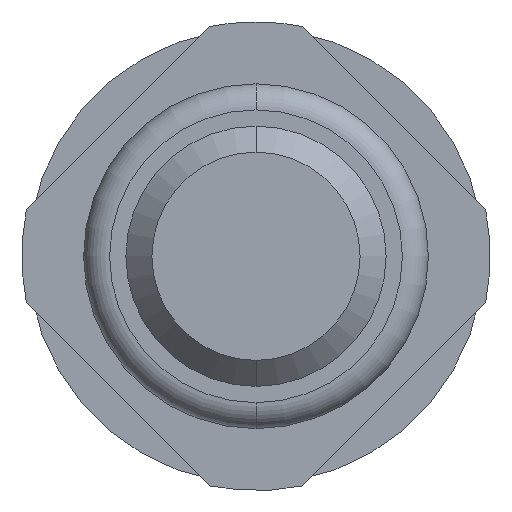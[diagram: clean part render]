
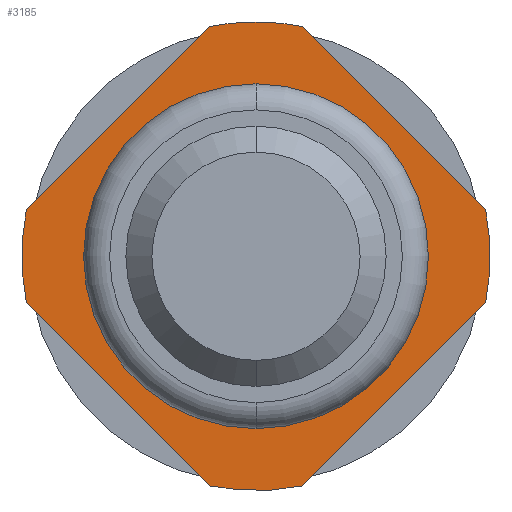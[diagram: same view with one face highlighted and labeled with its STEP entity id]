
A CAD part, front view. The second image highlights one B-rep face of the part: STEP entity #3185.
In plain terms, the highlighted planar face has unit normal (0, -1, 0).
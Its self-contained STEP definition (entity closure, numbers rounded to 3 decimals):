
#6 = DIRECTION ( 'NONE',  ( 0., 0., 1. ) ) ;
#18 = ORIENTED_EDGE ( 'NONE', *, *, #3224, .F. ) ;
#143 = CARTESIAN_POINT ( 'NONE',  ( 0., -2., 0. ) ) ;
#150 = LINE ( 'NONE', #2866, #2801 ) ;
#163 = ORIENTED_EDGE ( 'NONE', *, *, #1090, .F. ) ;
#191 = CARTESIAN_POINT ( 'NONE',  ( 0., -2., 1.8 ) ) ;
#297 = DIRECTION ( 'NONE',  ( 0., 1., 0. ) ) ;
#299 = ORIENTED_EDGE ( 'NONE', *, *, #3717, .F. ) ;
#313 = DIRECTION ( 'NONE',  ( 0., 1., 0. ) ) ;
#406 = AXIS2_PLACEMENT_3D ( 'NONE', #1754, #1474, #612 ) ;
#432 = CARTESIAN_POINT ( 'NONE',  ( -1.764, -2., -0.357 ) ) ;
#433 = CARTESIAN_POINT ( 'NONE',  ( 0., -2., 0. ) ) ;
#474 = EDGE_CURVE ( 'Defeature ausgef�hrt2_0+Defeature ausgef�hrt2_12+Defeature ausgef�hrt2_12+Defeature ausgef�hrt2_12', #3062, #1818, #3455, .T. ) ;
#506 = FACE_BOUND ( 'NONE', #3688, .T. ) ;
#524 = ORIENTED_EDGE ( 'NONE', *, *, #3214, .T. ) ;
#549 = CARTESIAN_POINT ( 'NONE',  ( 0., -2., -1.325 ) ) ;
#583 = DIRECTION ( 'NONE',  ( 0., 0., 1. ) ) ;
#612 = DIRECTION ( 'NONE',  ( 0., 0., 1. ) ) ;
#686 = CARTESIAN_POINT ( 'NONE',  ( 0.357, -2., 1.764 ) ) ;
#761 = AXIS2_PLACEMENT_3D ( 'NONE', #1806, #313, #3255 ) ;
#766 = DIRECTION ( 'NONE',  ( 0., 0., 1. ) ) ;
#835 = CARTESIAN_POINT ( 'NONE',  ( -0.357, -2., -1.764 ) ) ;
#842 = VERTEX_POINT ( 'NONE', #3116 ) ;
#857 = LINE ( 'NONE', #1886, #1680 ) ;
#873 = DIRECTION ( 'NONE',  ( 0., 1., 0. ) ) ;
#905 = CIRCLE ( 'NONE', #1099, 1.325 ) ;
#949 = VERTEX_POINT ( 'NONE', #432 ) ;
#989 = LINE ( 'NONE', #1219, #1859 ) ;
#1027 = CIRCLE ( 'NONE', #2567, 1.8 ) ;
#1076 = CIRCLE ( 'NONE', #406, 1.8 ) ;
#1090 = EDGE_CURVE ( 'Defeature ausgef�hrt2_17+Defeature ausgef�hrt2_0+Defeature ausgef�hrt2_3+Defeature ausgef�hrt2_2', #3325, #2195, #989, .T. ) ;
#1099 = AXIS2_PLACEMENT_3D ( 'NONE', #1157, #873, #6 ) ;
#1144 = PLANE ( 'NONE',  #2103 ) ;
#1157 = CARTESIAN_POINT ( 'NONE',  ( 0., -2., 0. ) ) ;
#1165 = CARTESIAN_POINT ( 'NONE',  ( -0.357, -2., 1.764 ) ) ;
#1219 = CARTESIAN_POINT ( 'NONE',  ( -0.161, -2., 1.961 ) ) ;
#1244 = EDGE_LOOP ( 'NONE', ( #2117, #1612, #18, #163, #1277, #2465, #1970, #3269, #299 ) ) ;
#1262 = DIRECTION ( 'NONE',  ( 0.707, 0., 0.707 ) ) ;
#1265 = CARTESIAN_POINT ( 'NONE',  ( 1.764, -2., -0.357 ) ) ;
#1277 = ORIENTED_EDGE ( 'NONE', *, *, #1863, .F. ) ;
#1358 = CIRCLE ( 'NONE', #1490, 1.8 ) ;
#1372 = VERTEX_POINT ( 'NONE', #686 ) ;
#1402 = EDGE_CURVE ( 'Defeature ausgef�hrt2_4+Defeature ausgef�hrt2_0+Defeature ausgef�hrt2_15+Defeature ausgef�hrt2_16', #3650, #1621, #1027, .T. ) ;
#1474 = DIRECTION ( 'NONE',  ( 0., 1., 0. ) ) ;
#1490 = AXIS2_PLACEMENT_3D ( 'NONE', #2318, #297, #583 ) ;
#1612 = ORIENTED_EDGE ( 'NONE', *, *, #1790, .F. ) ;
#1621 = VERTEX_POINT ( 'NONE', #835 ) ;
#1638 = DIRECTION ( 'NONE',  ( 0., 1., 0. ) ) ;
#1644 = EDGE_CURVE ( 'Defeature ausgef�hrt2_16+Defeature ausgef�hrt2_0+Defeature ausgef�hrt2_4+Defeature ausgef�hrt2_3', #1621, #949, #150, .T. ) ;
#1656 = CARTESIAN_POINT ( 'NONE',  ( 0., -2., 0. ) ) ;
#1680 = VECTOR ( 'NONE', #1857, 1000. ) ;
#1754 = CARTESIAN_POINT ( 'NONE',  ( 0., -2., 0. ) ) ;
#1790 = EDGE_CURVE ( 'Defeature ausgef�hrt2_2+Defeature ausgef�hrt2_0+Defeature ausgef�hrt2_17+Defeature ausgef�hrt2_18', #2011, #1372, #2132, .T. ) ;
#1806 = CARTESIAN_POINT ( 'NONE',  ( 0., -2., 0. ) ) ;
#1818 = VERTEX_POINT ( 'NONE', #2615 ) ;
#1857 = DIRECTION ( 'NONE',  ( 0.707, 0., -0.707 ) ) ;
#1859 = VECTOR ( 'NONE', #1262, 1000. ) ;
#1863 = EDGE_CURVE ( 'Defeature ausgef�hrt2_3+Defeature ausgef�hrt2_0+Defeature ausgef�hrt2_16+Defeature ausgef�hrt2_17', #949, #3325, #1949, .T. ) ;
#1881 = EDGE_CURVE ( 'Defeature ausgef�hrt2_18+Defeature ausgef�hrt2_0+Defeature ausgef�hrt2_2+Defeature ausgef�hrt2_1', #1372, #842, #857, .T. ) ;
#1886 = CARTESIAN_POINT ( 'NONE',  ( 1.961, -2., 0.161 ) ) ;
#1949 = CIRCLE ( 'NONE', #2118, 1.8 ) ;
#1970 = ORIENTED_EDGE ( 'NONE', *, *, #1402, .F. ) ;
#2000 = DIRECTION ( 'NONE',  ( -0.707, 0., 0.707 ) ) ;
#2011 = VERTEX_POINT ( 'NONE', #191 ) ;
#2077 = DIRECTION ( 'NONE',  ( -0.707, 0., -0.707 ) ) ;
#2103 = AXIS2_PLACEMENT_3D ( 'NONE', #3475, #2324, #2625 ) ;
#2117 = ORIENTED_EDGE ( 'NONE', *, *, #1881, .F. ) ;
#2118 = AXIS2_PLACEMENT_3D ( 'NONE', #433, #2428, #2739 ) ;
#2132 = CIRCLE ( 'NONE', #761, 1.8 ) ;
#2195 = VERTEX_POINT ( 'NONE', #1165 ) ;
#2277 = LINE ( 'NONE', #2398, #2942 ) ;
#2318 = CARTESIAN_POINT ( 'NONE',  ( 0., -2., 0. ) ) ;
#2324 = DIRECTION ( 'NONE',  ( 0., 1., 0. ) ) ;
#2328 = VERTEX_POINT ( 'NONE', #1265 ) ;
#2398 = CARTESIAN_POINT ( 'NONE',  ( 1.961, -2., -0.161 ) ) ;
#2428 = DIRECTION ( 'NONE',  ( 0., 1., 0. ) ) ;
#2430 = DIRECTION ( 'NONE',  ( 0., 1., 0. ) ) ;
#2465 = ORIENTED_EDGE ( 'NONE', *, *, #1644, .F. ) ;
#2567 = AXIS2_PLACEMENT_3D ( 'NONE', #143, #2430, #3018 ) ;
#2615 = CARTESIAN_POINT ( 'NONE',  ( 0., -2., 1.325 ) ) ;
#2625 = DIRECTION ( 'NONE',  ( 0., 0., 1. ) ) ;
#2739 = DIRECTION ( 'NONE',  ( 0., 0., 1. ) ) ;
#2801 = VECTOR ( 'NONE', #2000, 1000. ) ;
#2866 = CARTESIAN_POINT ( 'NONE',  ( -0.161, -2., -1.961 ) ) ;
#2942 = VECTOR ( 'NONE', #2077, 1000. ) ;
#2968 = CARTESIAN_POINT ( 'NONE',  ( -1.764, -2., 0.357 ) ) ;
#3018 = DIRECTION ( 'NONE',  ( 0., 0., 1. ) ) ;
#3044 = ORIENTED_EDGE ( 'NONE', *, *, #474, .T. ) ;
#3062 = VERTEX_POINT ( 'NONE', #549 ) ;
#3116 = CARTESIAN_POINT ( 'NONE',  ( 1.764, -2., 0.357 ) ) ;
#3185 = ADVANCED_FACE ( 'Defeature ausgef�hrt2_0', ( #506, #3713 ), #1144, .F. ) ;
#3214 = EDGE_CURVE ( 'Defeature ausgef�hrt2_0+Defeature ausgef�hrt2_12+Defeature ausgef�hrt2_12+Defeature ausgef�hrt2_12', #1818, #3062, #905, .T. ) ;
#3224 = EDGE_CURVE ( 'Defeature ausgef�hrt2_2+Defeature ausgef�hrt2_0+Defeature ausgef�hrt2_17+Defeature ausgef�hrt2_18', #2195, #2011, #1076, .T. ) ;
#3255 = DIRECTION ( 'NONE',  ( 0., 0., 1. ) ) ;
#3269 = ORIENTED_EDGE ( 'NONE', *, *, #3343, .F. ) ;
#3325 = VERTEX_POINT ( 'NONE', #2968 ) ;
#3329 = AXIS2_PLACEMENT_3D ( 'NONE', #1656, #1638, #766 ) ;
#3343 = EDGE_CURVE ( 'Defeature ausgef�hrt2_15+Defeature ausgef�hrt2_0+Defeature ausgef�hrt2_1+Defeature ausgef�hrt2_4', #2328, #3650, #2277, .T. ) ;
#3435 = CARTESIAN_POINT ( 'NONE',  ( 0.357, -2., -1.764 ) ) ;
#3455 = CIRCLE ( 'NONE', #3329, 1.325 ) ;
#3475 = CARTESIAN_POINT ( 'NONE',  ( 1.8, -2., 0. ) ) ;
#3650 = VERTEX_POINT ( 'NONE', #3435 ) ;
#3688 = EDGE_LOOP ( 'NONE', ( #524, #3044 ) ) ;
#3713 = FACE_OUTER_BOUND ( 'NONE', #1244, .T. ) ;
#3717 = EDGE_CURVE ( 'Defeature ausgef�hrt2_1+Defeature ausgef�hrt2_0+Defeature ausgef�hrt2_18+Defeature ausgef�hrt2_15', #842, #2328, #1358, .T. ) ;
